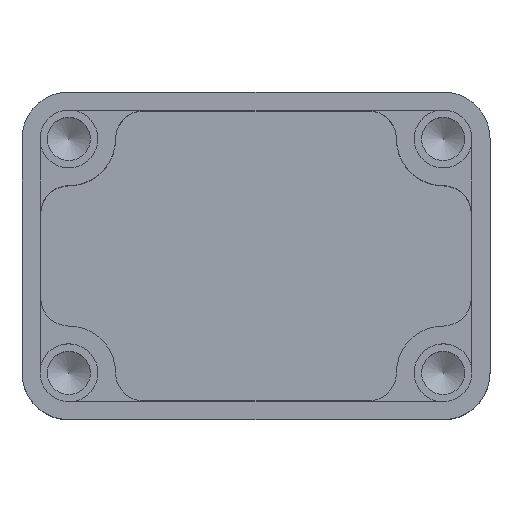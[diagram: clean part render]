
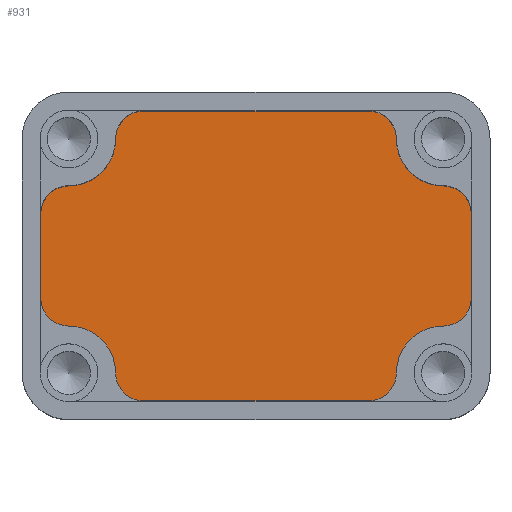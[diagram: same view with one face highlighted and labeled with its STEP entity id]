
A CAD part, top view. The second image highlights one B-rep face of the part: STEP entity #931.
In plain terms, the highlighted planar face has unit normal (0, 0, 1).
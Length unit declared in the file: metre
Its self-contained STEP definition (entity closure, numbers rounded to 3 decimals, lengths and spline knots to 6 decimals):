
#66=CIRCLE('',#1007,0.005);
#67=CIRCLE('',#1008,0.003);
#68=CIRCLE('',#1009,0.003);
#69=CIRCLE('',#1010,0.005);
#70=CIRCLE('',#1011,0.003);
#71=CIRCLE('',#1012,0.003);
#72=CIRCLE('',#1013,0.005);
#73=CIRCLE('',#1014,0.003);
#74=CIRCLE('',#1015,0.003);
#75=CIRCLE('',#1016,0.005);
#76=CIRCLE('',#1017,0.003);
#77=CIRCLE('',#1018,0.003);
#152=ORIENTED_EDGE('',*,*,#412,.T.);
#153=ORIENTED_EDGE('',*,*,#413,.T.);
#154=ORIENTED_EDGE('',*,*,#395,.T.);
#155=ORIENTED_EDGE('',*,*,#414,.T.);
#156=ORIENTED_EDGE('',*,*,#415,.F.);
#157=ORIENTED_EDGE('',*,*,#416,.T.);
#158=ORIENTED_EDGE('',*,*,#404,.T.);
#159=ORIENTED_EDGE('',*,*,#417,.T.);
#160=ORIENTED_EDGE('',*,*,#418,.F.);
#161=ORIENTED_EDGE('',*,*,#419,.T.);
#162=ORIENTED_EDGE('',*,*,#399,.F.);
#163=ORIENTED_EDGE('',*,*,#420,.T.);
#164=ORIENTED_EDGE('',*,*,#421,.T.);
#165=ORIENTED_EDGE('',*,*,#422,.T.);
#166=ORIENTED_EDGE('',*,*,#410,.F.);
#167=ORIENTED_EDGE('',*,*,#423,.T.);
#395=EDGE_CURVE('',#525,#526,#619,.T.);
#399=EDGE_CURVE('',#529,#530,#623,.T.);
#404=EDGE_CURVE('',#534,#535,#627,.T.);
#410=EDGE_CURVE('',#540,#541,#633,.T.);
#412=EDGE_CURVE('',#542,#543,#66,.F.);
#413=EDGE_CURVE('',#543,#525,#67,.T.);
#414=EDGE_CURVE('',#526,#544,#68,.T.);
#415=EDGE_CURVE('',#545,#544,#69,.T.);
#416=EDGE_CURVE('',#545,#534,#70,.T.);
#417=EDGE_CURVE('',#535,#546,#71,.T.);
#418=EDGE_CURVE('',#547,#546,#72,.T.);
#419=EDGE_CURVE('',#547,#530,#73,.T.);
#420=EDGE_CURVE('',#529,#548,#74,.T.);
#421=EDGE_CURVE('',#548,#549,#75,.F.);
#422=EDGE_CURVE('',#549,#541,#76,.T.);
#423=EDGE_CURVE('',#540,#542,#77,.T.);
#525=VERTEX_POINT('',#1459);
#526=VERTEX_POINT('',#1460);
#529=VERTEX_POINT('',#1468);
#530=VERTEX_POINT('',#1469);
#534=VERTEX_POINT('',#1479);
#535=VERTEX_POINT('',#1480);
#540=VERTEX_POINT('',#1491);
#541=VERTEX_POINT('',#1493);
#542=VERTEX_POINT('',#1497);
#543=VERTEX_POINT('',#1498);
#544=VERTEX_POINT('',#1501);
#545=VERTEX_POINT('',#1503);
#546=VERTEX_POINT('',#1506);
#547=VERTEX_POINT('',#1508);
#548=VERTEX_POINT('',#1511);
#549=VERTEX_POINT('',#1513);
#619=LINE('',#1458,#679);
#623=LINE('',#1467,#683);
#627=LINE('',#1478,#687);
#633=LINE('',#1492,#693);
#679=VECTOR('',#1136,1.);
#683=VECTOR('',#1142,1.);
#687=VECTOR('',#1150,1.);
#693=VECTOR('',#1158,1.);
#744=EDGE_LOOP('',(#152,#153,#154,#155,#156,#157,#158,#159,#160,#161,#162,
#163,#164,#165,#166,#167));
#826=FACE_BOUND('',#744,.T.);
#911=PLANE('',#1006);
#931=ADVANCED_FACE('',(#826),#911,.T.);
#1006=AXIS2_PLACEMENT_3D('',#1495,#1160,#1161);
#1007=AXIS2_PLACEMENT_3D('',#1496,#1162,#1163);
#1008=AXIS2_PLACEMENT_3D('',#1499,#1164,#1165);
#1009=AXIS2_PLACEMENT_3D('',#1500,#1166,#1167);
#1010=AXIS2_PLACEMENT_3D('',#1502,#1168,#1169);
#1011=AXIS2_PLACEMENT_3D('',#1504,#1170,#1171);
#1012=AXIS2_PLACEMENT_3D('',#1505,#1172,#1173);
#1013=AXIS2_PLACEMENT_3D('',#1507,#1174,#1175);
#1014=AXIS2_PLACEMENT_3D('',#1509,#1176,#1177);
#1015=AXIS2_PLACEMENT_3D('',#1510,#1178,#1179);
#1016=AXIS2_PLACEMENT_3D('',#1512,#1180,#1181);
#1017=AXIS2_PLACEMENT_3D('',#1514,#1182,#1183);
#1018=AXIS2_PLACEMENT_3D('',#1515,#1184,#1185);
#1136=DIRECTION('',(0.,1.,0.));
#1142=DIRECTION('',(0.,1.,0.));
#1150=DIRECTION('',(-1.,0.,0.));
#1158=DIRECTION('',(-1.,0.,0.));
#1160=DIRECTION('',(0.,0.,1.));
#1161=DIRECTION('',(1.,0.,0.));
#1162=DIRECTION('',(0.,0.,1.));
#1163=DIRECTION('',(1.,0.,0.));
#1164=DIRECTION('',(0.,0.,1.));
#1165=DIRECTION('',(1.,0.,0.));
#1166=DIRECTION('',(0.,0.,1.));
#1167=DIRECTION('',(1.,0.,0.));
#1168=DIRECTION('',(0.,0.,1.));
#1169=DIRECTION('',(1.,0.,0.));
#1170=DIRECTION('',(0.,0.,1.));
#1171=DIRECTION('',(1.,0.,0.));
#1172=DIRECTION('',(0.,0.,1.));
#1173=DIRECTION('',(1.,0.,0.));
#1174=DIRECTION('',(0.,0.,1.));
#1175=DIRECTION('',(1.,0.,0.));
#1176=DIRECTION('',(0.,0.,1.));
#1177=DIRECTION('',(1.,0.,0.));
#1178=DIRECTION('',(0.,0.,1.));
#1179=DIRECTION('',(1.,0.,0.));
#1180=DIRECTION('',(0.,0.,1.));
#1181=DIRECTION('',(1.,0.,0.));
#1182=DIRECTION('',(0.,0.,1.));
#1183=DIRECTION('',(1.,0.,0.));
#1184=DIRECTION('',(0.,0.,1.));
#1185=DIRECTION('',(1.,0.,0.));
#1458=CARTESIAN_POINT('',(0.023,-0.0105,-0.023));
#1459=CARTESIAN_POINT('',(0.023,-0.0045,-0.023));
#1460=CARTESIAN_POINT('',(0.023,0.0045,-0.023));
#1467=CARTESIAN_POINT('',(-0.023,-0.0105,-0.023));
#1468=CARTESIAN_POINT('',(-0.023,-0.0045,-0.023));
#1469=CARTESIAN_POINT('',(-0.023,0.0045,-0.023));
#1478=CARTESIAN_POINT('',(0.,0.0155,-0.023));
#1479=CARTESIAN_POINT('',(0.012,0.0155,-0.023));
#1480=CARTESIAN_POINT('',(-0.012,0.0155,-0.023));
#1491=CARTESIAN_POINT('',(0.012,-0.0155,-0.023));
#1492=CARTESIAN_POINT('',(-0.018,-0.0155,-0.023));
#1493=CARTESIAN_POINT('',(-0.012,-0.0155,-0.023));
#1495=CARTESIAN_POINT('',(0.,0.,-0.023));
#1496=CARTESIAN_POINT('',(0.02,-0.0125,-0.023));
#1497=CARTESIAN_POINT('',(0.015,-0.0125,-0.023));
#1498=CARTESIAN_POINT('',(0.02,-0.0075,-0.023));
#1499=CARTESIAN_POINT('',(0.02,-0.0045,-0.023));
#1500=CARTESIAN_POINT('',(0.02,0.0045,-0.023));
#1501=CARTESIAN_POINT('',(0.02,0.0075,-0.023));
#1502=CARTESIAN_POINT('',(0.02,0.0125,-0.023));
#1503=CARTESIAN_POINT('',(0.015,0.0125,-0.023));
#1504=CARTESIAN_POINT('',(0.012,0.0125,-0.023));
#1505=CARTESIAN_POINT('',(-0.012,0.0125,-0.023));
#1506=CARTESIAN_POINT('',(-0.015,0.0125,-0.023));
#1507=CARTESIAN_POINT('',(-0.02,0.0125,-0.023));
#1508=CARTESIAN_POINT('',(-0.02,0.0075,-0.023));
#1509=CARTESIAN_POINT('',(-0.02,0.0045,-0.023));
#1510=CARTESIAN_POINT('',(-0.02,-0.0045,-0.023));
#1511=CARTESIAN_POINT('',(-0.02,-0.0075,-0.023));
#1512=CARTESIAN_POINT('',(-0.02,-0.0125,-0.023));
#1513=CARTESIAN_POINT('',(-0.015,-0.0125,-0.023));
#1514=CARTESIAN_POINT('',(-0.012,-0.0125,-0.023));
#1515=CARTESIAN_POINT('',(0.012,-0.0125,-0.023));
